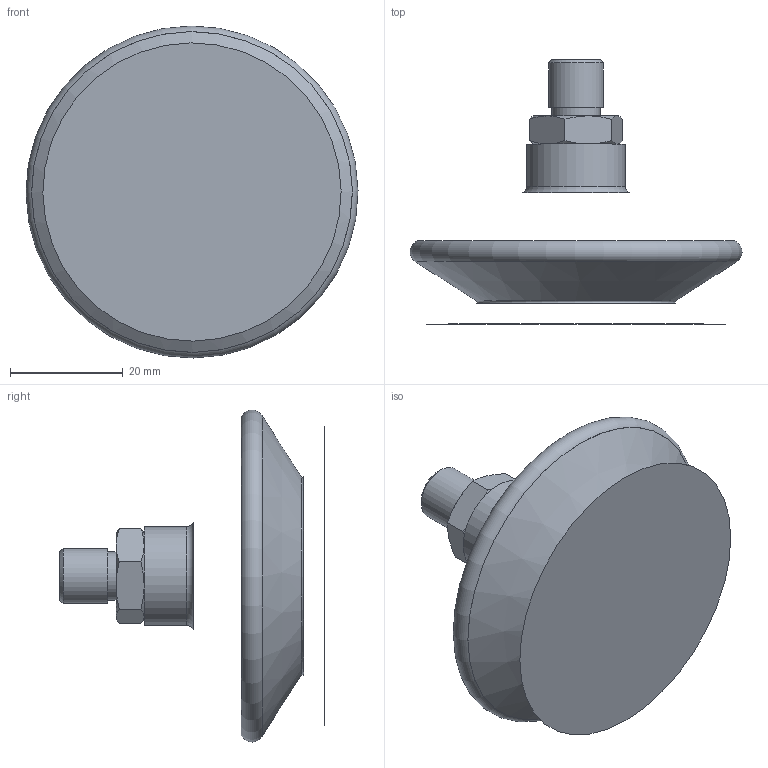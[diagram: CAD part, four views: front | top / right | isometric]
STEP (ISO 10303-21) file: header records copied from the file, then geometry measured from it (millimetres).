
FILE_DESCRIPTION(/* description */ (''),/* implementation_level */ '2;1');
FILE_NAME(/* name */ 'vf53sb_rac7r1-8m.stp',/* time_stamp */ '2020-11-27T13:08:17+01:00',/* author */ ('enginyeria'),/* organization */ (''),/* preprocessor_version */ 'ST-DEVELOPER v17.2',/* originating_system */ 'Autodesk Inventor 2019',/* authorisation */ '');
FILE_SCHEMA (('CONFIG_CONTROL_DESIGN'));
Length unit declared in the file: millimetre
Products named in the file (1): vf53_rac7r1-8m
Bounding box: 59 x 47 x 59 mm (x, y, z)
Volume: 41679.5 mm3; surface area: 10391.5 mm2
Topology: 1 solids, 1 shells, 37 faces, 93 edges, 62 vertices
Faces by surface type: cone 18, plane 12, cylinder 4, torus 3
Full cylindrical faces by diameter (mm): 5 x1, 8.566 x1, 9.728 x1, 17.5 x1
Entity records: 1186 total; most frequent: CARTESIAN_POINT 241, DIRECTION 198, ORIENTED_EDGE 186, EDGE_CURVE 93, AXIS2_PLACEMENT_3D 91, VERTEX_POINT 62, CIRCLE 53, EDGE_LOOP 41
